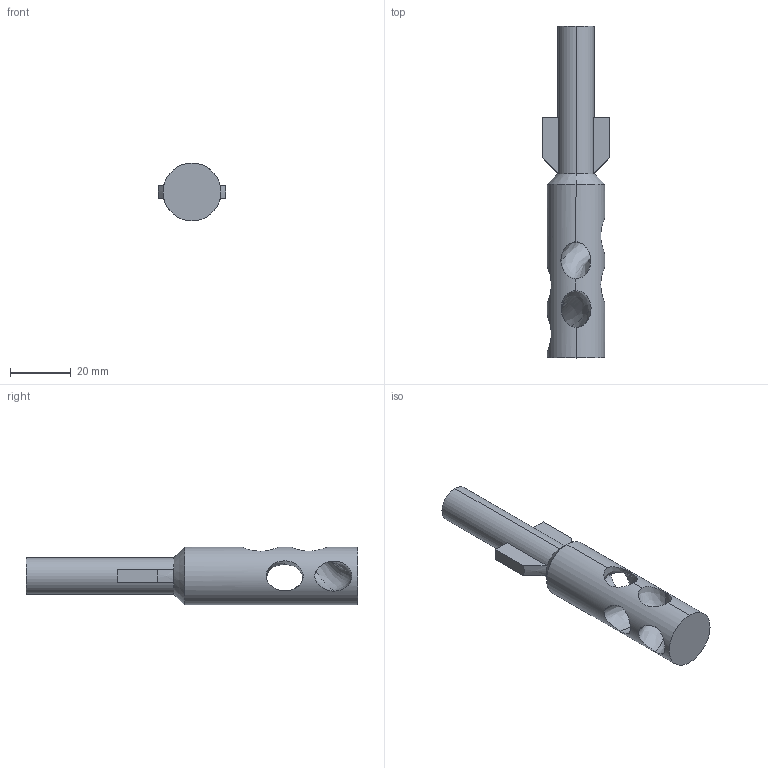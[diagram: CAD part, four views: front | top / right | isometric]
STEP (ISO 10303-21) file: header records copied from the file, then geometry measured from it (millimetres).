
FILE_DESCRIPTION (( 'STEP AP214' ), '1' );
FILE_NAME ('TMPT_Valve3.STEP', '2015-02-01T17:23:23', ( '' ), ( '' ), 'SwSTEP 2.0', 'SolidWorks 2014', '' );
FILE_SCHEMA (( 'AUTOMOTIVE_DESIGN' ));
Length unit declared in the file: millimetre
Products named in the file (1): TMPT_Valve3
Bounding box: 22.31 x 109.08 x 19 mm (x, y, z)
Volume: 18692.2 mm3; surface area: 7324.1 mm2
Topology: 1 solids, 1 shells, 24 faces, 62 edges, 40 vertices
Faces by surface type: plane 10, bspline 6, cone 4, cylinder 4
Entity records: 2044 total; most frequent: CARTESIAN_POINT 1473, ORIENTED_EDGE 124, DIRECTION 84, EDGE_CURVE 62, VERTEX_POINT 40, AXIS2_PLACEMENT_3D 31, EDGE_LOOP 30, B_SPLINE_CURVE_WITH_KNOTS 28
